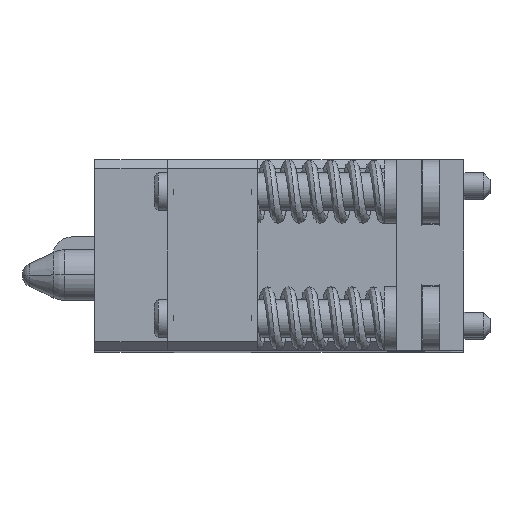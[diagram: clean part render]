
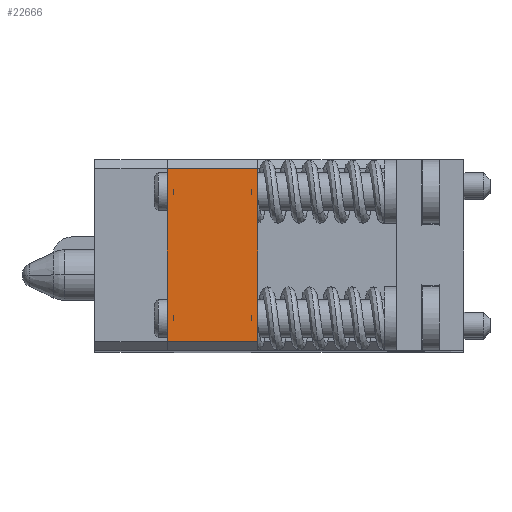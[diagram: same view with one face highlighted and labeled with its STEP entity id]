
A CAD part, top view. The second image highlights one B-rep face of the part: STEP entity #22666.
In plain terms, the highlighted planar face has unit normal (0, 0, 1).
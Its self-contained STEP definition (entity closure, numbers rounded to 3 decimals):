
#2778=DIRECTION('',(-1.,0.,0.));
#2779=VECTOR('',#2778,7.128);
#2780=CARTESIAN_POINT('',(-1.186,6.815,43.964));
#2781=LINE('',#2780,#2779);
#2782=DIRECTION('',(0.,-1.,0.));
#2783=VECTOR('',#2782,13.63);
#2784=CARTESIAN_POINT('',(-1.186,6.815,43.964));
#2785=LINE('',#2784,#2783);
#2786=DIRECTION('',(1.,0.,0.));
#2787=VECTOR('',#2786,7.128);
#2788=CARTESIAN_POINT('',(-8.314,-6.815,43.964));
#2789=LINE('',#2788,#2787);
#2790=DIRECTION('',(0.,1.,0.));
#2791=VECTOR('',#2790,13.63);
#2792=CARTESIAN_POINT('',(-8.314,-6.815,43.964));
#2793=LINE('',#2792,#2791);
#18761=CARTESIAN_POINT('',(-8.314,6.815,43.964));
#18763=VERTEX_POINT('',#18761);
#18767=CARTESIAN_POINT('',(-1.186,6.815,43.964));
#18768=VERTEX_POINT('',#18767);
#18769=CARTESIAN_POINT('',(-1.186,-6.815,43.964));
#18771=VERTEX_POINT('',#18769);
#18775=CARTESIAN_POINT('',(-8.314,-6.815,43.964));
#18776=VERTEX_POINT('',#18775);
#22655=CARTESIAN_POINT('',(13.99,0.,43.964));
#22656=DIRECTION('',(0.,0.,-1.));
#22657=DIRECTION('',(0.,1.,0.));
#22658=AXIS2_PLACEMENT_3D('',#22655,#22656,#22657);
#22659=PLANE('',#22658);
#22660=ORIENTED_EDGE('',*,*,#22650,.F.);
#22661=ORIENTED_EDGE('',*,*,#21791,.T.);
#22662=ORIENTED_EDGE('',*,*,#21768,.F.);
#22663=ORIENTED_EDGE('',*,*,#22566,.T.);
#22664=EDGE_LOOP('',(#22660,#22661,#22662,#22663));
#22665=FACE_OUTER_BOUND('',#22664,.F.);
#22666=ADVANCED_FACE('',(#22665),#22659,.F.);
#21768=EDGE_CURVE('',#18776,#18771,#2789,.T.);
#21791=EDGE_CURVE('',#18768,#18771,#2785,.T.);
#22566=EDGE_CURVE('',#18776,#18763,#2793,.T.);
#22650=EDGE_CURVE('',#18768,#18763,#2781,.T.);
